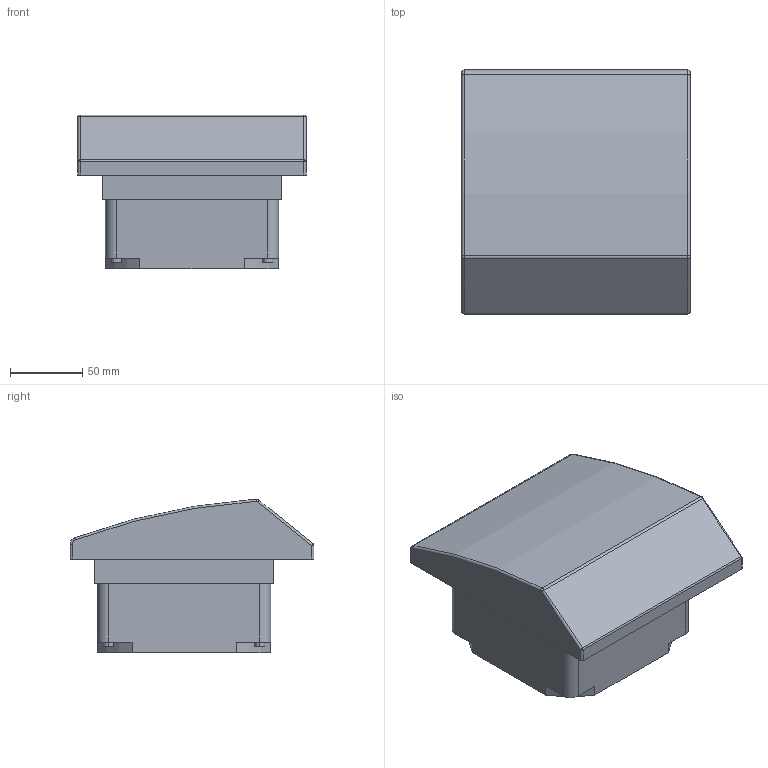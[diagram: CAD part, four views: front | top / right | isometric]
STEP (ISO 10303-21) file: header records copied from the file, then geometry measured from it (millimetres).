
FILE_DESCRIPTION (( 'STEP AP214' ), '1' );
FILE_NAME ('YCE-FF-055-55.STEP', '2024-06-06T12:53:46', ( '' ), ( '' ), 'SwSTEP 2.0', 'SolidWorks 2022', '' );
FILE_SCHEMA (( 'AUTOMOTIVE_DESIGN' ));
Length unit declared in the file: millimetre
Products named in the file (1): YCE-FF-055-55
Bounding box: 158 x 169 x 106.49 mm (x, y, z)
Volume: 1704747.9 mm3; surface area: 103929 mm2
Topology: 1 solids, 1 shells, 87 faces, 198 edges, 126 vertices
Faces by surface type: cylinder 42, plane 37, torus 6, sphere 2
Entity records: 2486 total; most frequent: DIRECTION 466, CARTESIAN_POINT 410, ORIENTED_EDGE 392, EDGE_CURVE 196, AXIS2_PLACEMENT_3D 182, VERTEX_POINT 126, EDGE_LOOP 102, VECTOR 102
